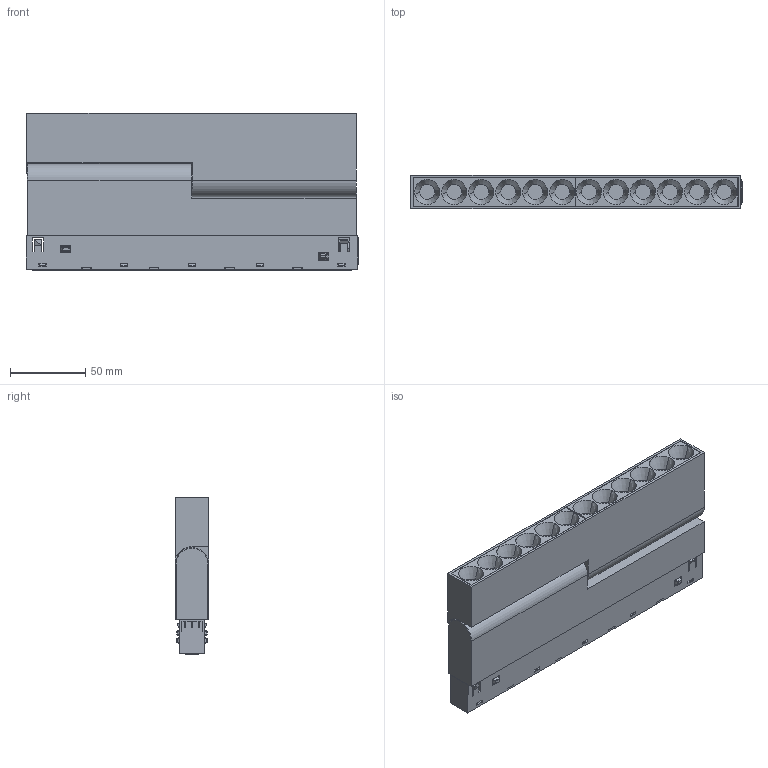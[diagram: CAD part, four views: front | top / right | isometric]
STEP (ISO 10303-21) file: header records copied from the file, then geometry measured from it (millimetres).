
FILE_DESCRIPTION (( 'STEP AP214' ), '1' );
FILE_NAME ('203-220-第二次加高（渲染1）.STEP', '2022-06-07T07:46:16', ( 'user' ), ( '' ), 'SwSTEP 2.0', 'SolidWorks 2017', '' );
FILE_SCHEMA (( 'AUTOMOTIVE_DESIGN' ));
Length unit declared in the file: millimetre
Products named in the file (27): 203-220-奻腑极裔; 蛌粣B杶璃; TAOTONG; 20萇埭碟郪璃-220   22.5.31; LUOSI; 棠柲唅蛌結遠; 蛌粣A; 棠柲蛌唅挴誹; 203-220奻腑极2; 棠柲唅蛌裔; 203-220狟腑极2; 125x13.7mm磁吸驱动; 20-L3-12W嫖埭; 萇埭碟偌瑩; KL-DA6; 絳萇肣え-B; 絳萇肣え-A; 203-220-第二次加高（渲染1）; 20萇埭碟奻裔郪璃-220; 棠沺郪璃; 25X5X2棠沺; 棠沺遺; 20萇埭碟奻裔-220; 20萇埭碟狟裔-220; M3X4埴芛囀鞠褒蹟佪.; M3X10麥芛坋趼; M3X6麥芛坋趼蹟佪
Assembly tree (43 placements, depth 5):
  203-220-第二次加高（渲染1）
    KL-DA6  x2
    20-L3-12W嫖埭
    203-220狟腑极2
    203-220奻腑极2
    蛌粣A
    蛌粣B杶璃
      LUOSI
      TAOTONG
    203-220-奻腑极裔
    M3X6麥芛坋趼蹟佪  x6
    M3X10麥芛坋趼  x8
    M3X4埴芛囀鞠褒蹟佪.  x2
    20萇埭碟郪璃-220   22.5.31
      20萇埭碟狟裔-220
      20萇埭碟奻裔郪璃-220
        20萇埭碟奻裔-220
        棠沺郪璃  x2
          棠沺遺
          25X5X2棠沺
      絳萇肣え-A  x2
      絳萇肣え-B  x2
      萇埭碟偌瑩
      125x13.7mm磁吸驱动
      棠柲唅蛌裔
      棠柲蛌唅挴誹
      棠柲唅蛌結遠
Bounding box: 220.05 x 22.2 x 104.5 mm (x, y, z)
Volume: 190839.1 mm3; surface area: 197810.4 mm2
Topology: 42 solids, 42 shells, 3626 faces, 9349 edges, 5861 vertices
Faces by surface type: plane 1914, cylinder 703, bspline 501, cone 327, torus 134, sphere 47
Entity records: 109579 total; most frequent: CARTESIAN_POINT 46274, ORIENTED_EDGE 13944, DIRECTION 11327, EDGE_CURVE 6972, VERTEX_POINT 4422, VECTOR 4261, LINE 4261, AXIS2_PLACEMENT_3D 3533
